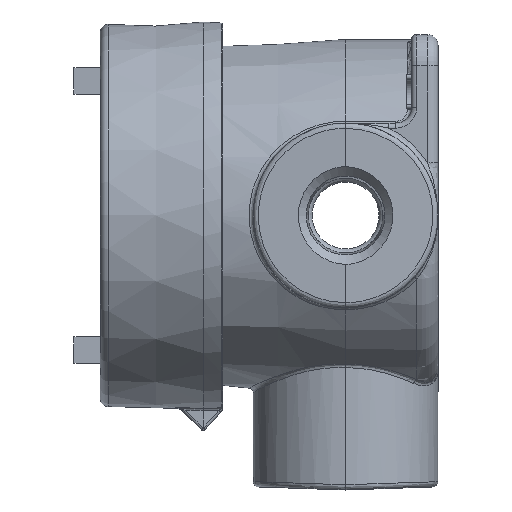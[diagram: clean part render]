
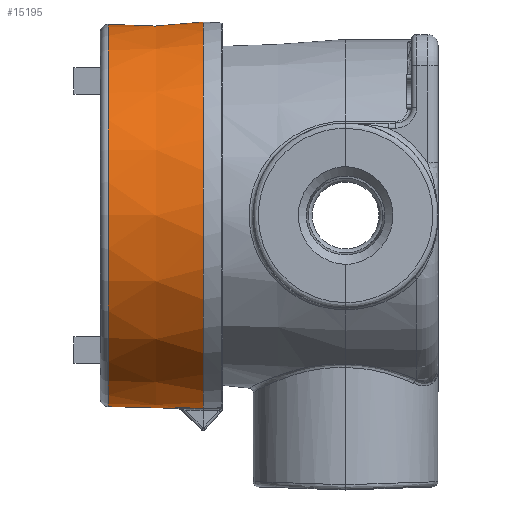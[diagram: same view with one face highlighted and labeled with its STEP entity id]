
A CAD part, left-side view. The second image highlights one B-rep face of the part: STEP entity #15195.
In plain terms, the highlighted conical face has half-angle 1.5 degrees and reference radius 58.214 mm.
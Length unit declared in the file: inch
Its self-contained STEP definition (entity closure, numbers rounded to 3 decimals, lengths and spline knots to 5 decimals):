
#2063=LINE('',#51838,#3389);
#3389=VECTOR('',#19562,2.29188);
#3439=CONICAL_SURFACE('',#16270,2.29188,0.026);
#4249=FACE_OUTER_BOUND('',#5169,.T.);
#5169=EDGE_LOOP('',(#13897,#13898,#13899,#13900,#13901,#13902,#13903,#13904));
#5680=B_SPLINE_CURVE_WITH_KNOTS('',3,(#51820,#51821,#51822,#51823,#51824,
#51825,#51826,#51827,#51828,#51829),.UNSPECIFIED.,.F.,.F.,(4,2,2,2,4),(0.,
0.25,0.5,0.75,1.),.UNSPECIFIED.);
#5681=B_SPLINE_CURVE_WITH_KNOTS('',3,(#51831,#51832,#51833,#51834),
 .UNSPECIFIED.,.F.,.F.,(4,4),(0.,1.),.UNSPECIFIED.);
#5682=B_SPLINE_CURVE_WITH_KNOTS('',3,(#51842,#51843,#51844,#51845),
 .UNSPECIFIED.,.F.,.F.,(4,4),(0.,1.),.UNSPECIFIED.);
#6021=CIRCLE('',#16271,2.29188);
#6022=CIRCLE('',#16272,2.26235);
#6023=CIRCLE('',#16273,2.29188);
#7411=VERTEX_POINT('',#51818);
#7412=VERTEX_POINT('',#51819);
#7413=VERTEX_POINT('',#51830);
#7414=VERTEX_POINT('',#51835);
#7415=VERTEX_POINT('',#51837);
#7416=VERTEX_POINT('',#51840);
#9585=EDGE_CURVE('',#7411,#7412,#5680,.T.);
#9586=EDGE_CURVE('',#7412,#7413,#5681,.T.);
#9587=EDGE_CURVE('',#7413,#7414,#6021,.F.);
#9588=EDGE_CURVE('',#7414,#7415,#2063,.T.);
#9589=EDGE_CURVE('',#7415,#7415,#6022,.T.);
#9590=EDGE_CURVE('',#7414,#7416,#6023,.F.);
#9591=EDGE_CURVE('',#7416,#7411,#5682,.T.);
#13897=ORIENTED_EDGE('',*,*,#9585,.T.);
#13898=ORIENTED_EDGE('',*,*,#9586,.T.);
#13899=ORIENTED_EDGE('',*,*,#9587,.T.);
#13900=ORIENTED_EDGE('',*,*,#9588,.T.);
#13901=ORIENTED_EDGE('',*,*,#9589,.T.);
#13902=ORIENTED_EDGE('',*,*,#9588,.F.);
#13903=ORIENTED_EDGE('',*,*,#9590,.T.);
#13904=ORIENTED_EDGE('',*,*,#9591,.T.);
#15195=ADVANCED_FACE('',(#4249),#3439,.T.);
#16270=AXIS2_PLACEMENT_3D('',#51817,#19558,#19559);
#16271=AXIS2_PLACEMENT_3D('',#51836,#19560,#19561);
#16272=AXIS2_PLACEMENT_3D('',#51839,#19563,#19564);
#16273=AXIS2_PLACEMENT_3D('',#51841,#19565,#19566);
#19558=DIRECTION('center_axis',(0.,0.,-1.));
#19559=DIRECTION('ref_axis',(1.,0.,0.));
#19560=DIRECTION('center_axis',(0.,0.,-1.));
#19561=DIRECTION('ref_axis',(0.094,-0.996,0.));
#19562=DIRECTION('',(0.026,0.,1.));
#19563=DIRECTION('center_axis',(0.,0.,-1.));
#19564=DIRECTION('ref_axis',(-1.,0.,0.));
#19565=DIRECTION('center_axis',(0.,0.,-1.));
#19566=DIRECTION('ref_axis',(0.094,-0.996,0.));
#51817=CARTESIAN_POINT('Origin',(0.,0.,0.25));
#51818=CARTESIAN_POINT('',(-0.20732,-2.27386,0.57789));
#51819=CARTESIAN_POINT('',(0.20732,-2.27386,0.57789));
#51820=CARTESIAN_POINT('Ctrl Pts',(-0.20732,-2.27386,
0.57789));
#51821=CARTESIAN_POINT('Ctrl Pts',(-0.17295,-2.27708,
0.57453));
#51822=CARTESIAN_POINT('Ctrl Pts',(-0.13826,-2.27952,
0.57199));
#51823=CARTESIAN_POINT('Ctrl Pts',(-0.06895,-2.28275,
0.56862));
#51824=CARTESIAN_POINT('Ctrl Pts',(-0.03423,-2.28356,
0.56778));
#51825=CARTESIAN_POINT('Ctrl Pts',(0.03531,-2.28355,
0.56779));
#51826=CARTESIAN_POINT('Ctrl Pts',(0.07008,-2.28272,
0.56866));
#51827=CARTESIAN_POINT('Ctrl Pts',(0.13902,-2.27947,
0.57204));
#51828=CARTESIAN_POINT('Ctrl Pts',(0.17327,-2.27705,
0.57457));
#51829=CARTESIAN_POINT('Ctrl Pts',(0.20732,-2.27386,
0.57789));
#51830=CARTESIAN_POINT('',(0.2158,-2.28169,0.25));
#51831=CARTESIAN_POINT('Ctrl Pts',(0.20732,-2.27386,
0.57789));
#51832=CARTESIAN_POINT('Ctrl Pts',(0.21014,-2.27647,
0.4686));
#51833=CARTESIAN_POINT('Ctrl Pts',(0.21297,-2.27909,
0.3593));
#51834=CARTESIAN_POINT('Ctrl Pts',(0.2158,-2.28169,
0.25));
#51835=CARTESIAN_POINT('',(-2.29188,0.,0.25));
#51836=CARTESIAN_POINT('Origin',(0.,0.,
0.25));
#51837=CARTESIAN_POINT('',(-2.26235,0.,1.37745));
#51838=CARTESIAN_POINT('',(-2.29188,0.,0.25));
#51839=CARTESIAN_POINT('Origin',(0.,0.,1.37745));
#51840=CARTESIAN_POINT('',(-0.2158,-2.28169,0.25));
#51841=CARTESIAN_POINT('Origin',(0.,0.,
0.25));
#51842=CARTESIAN_POINT('Ctrl Pts',(-0.2158,-2.28169,
0.25));
#51843=CARTESIAN_POINT('Ctrl Pts',(-0.21297,-2.27909,
0.3593));
#51844=CARTESIAN_POINT('Ctrl Pts',(-0.21014,-2.27647,
0.4686));
#51845=CARTESIAN_POINT('Ctrl Pts',(-0.20732,-2.27386,
0.57789));
